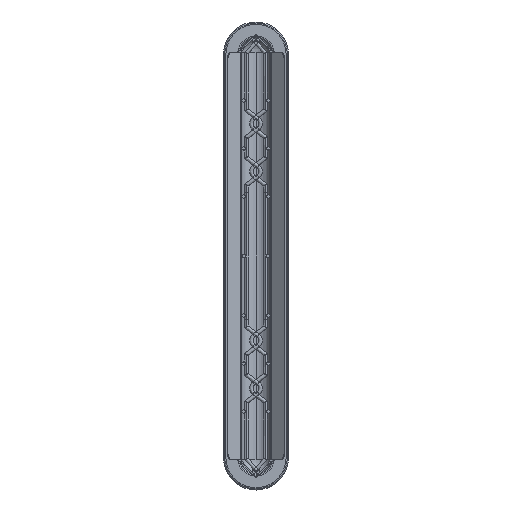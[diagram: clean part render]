
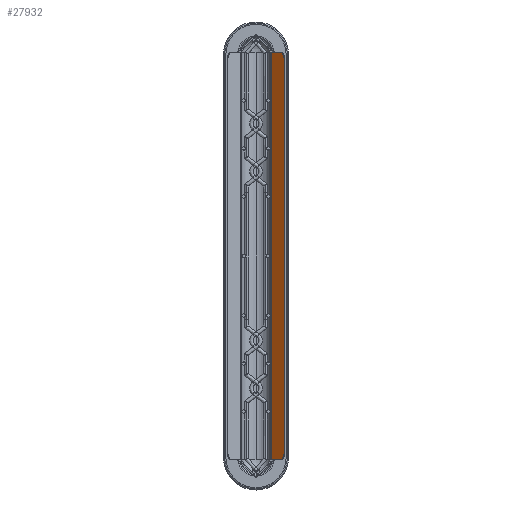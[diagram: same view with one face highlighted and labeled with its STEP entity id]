
A CAD part, left-side view. The second image highlights one B-rep face of the part: STEP entity #27932.
In plain terms, the highlighted planar face has unit normal (-0.766, 0.643, 0).
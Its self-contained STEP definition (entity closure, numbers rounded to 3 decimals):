
#251 = EDGE_CURVE ( 'NONE', #71963, #122053, #58413, .T. ) ;
#5058 = ORIENTED_EDGE ( 'NONE', *, *, #21327, .F. ) ;
#6490 = VERTEX_POINT ( 'NONE', #120583 ) ;
#7048 = EDGE_LOOP ( 'NONE', ( #5058, #88987, #20457, #67476, #51193, #12523 ) ) ;
#9334 = LINE ( 'NONE', #75908, #18186 ) ;
#10255 = CARTESIAN_POINT ( 'NONE',  ( -2019.428, -19.66, 166. ) ) ;
#12513 = LINE ( 'NONE', #70171, #21048 ) ;
#12523 = ORIENTED_EDGE ( 'NONE', *, *, #48822, .T. ) ;
#12668 = CARTESIAN_POINT ( 'NONE',  ( -2013.599, -12.714, -171. ) ) ;
#14285 = EDGE_CURVE ( 'NONE', #21718, #6490, #9334, .T. ) ;
#18186 = VECTOR ( 'NONE', #48033, 1000. ) ;
#18795 = VERTEX_POINT ( 'NONE', #49337 ) ;
#18820 = VERTEX_POINT ( 'NONE', #89298 ) ;
#19975 = PLANE ( 'NONE',  #35656 ) ;
#20410 = CARTESIAN_POINT ( 'NONE',  ( -2019.428, -19.66, 171. ) ) ;
#20457 = ORIENTED_EDGE ( 'NONE', *, *, #20974, .F. ) ;
#20974 = EDGE_CURVE ( 'NONE', #18795, #122053, #12513, .T. ) ;
#21048 = VECTOR ( 'NONE', #32768, 1000. ) ;
#21327 = EDGE_CURVE ( 'NONE', #71963, #18820, #70023, .T. ) ;
#21718 = VERTEX_POINT ( 'NONE', #12668 ) ;
#21865 = DIRECTION ( 'NONE',  ( 0., 0., -1. ) ) ;
#27932 = ADVANCED_FACE ( 'NONE', ( #106283 ), #19975, .F. ) ;
#29278 = DIRECTION ( 'NONE',  ( -0.766, 0.643, 0. ) ) ;
#32768 = DIRECTION ( 'NONE',  ( -0.643, -0.766, 0. ) ) ;
#35656 = AXIS2_PLACEMENT_3D ( 'NONE', #48541, #87250, #97400 ) ;
#35763 = CARTESIAN_POINT ( 'NONE',  ( -2019.428, -19.66, -166. ) ) ;
#38899 = DIRECTION ( 'NONE',  ( 0.643, 0.766, 0. ) ) ;
#41044 = EDGE_CURVE ( 'NONE', #18795, #21718, #47723, .T. ) ;
#47723 = LINE ( 'NONE', #86431, #73683 ) ;
#48033 = DIRECTION ( 'NONE',  ( -0.643, -0.766, 0. ) ) ;
#48541 = CARTESIAN_POINT ( 'NONE',  ( -2022.642, -23.491, 171. ) ) ;
#48822 = EDGE_CURVE ( 'NONE', #6490, #18820, #88943, .T. ) ;
#49337 = CARTESIAN_POINT ( 'NONE',  ( -2013.599, -12.714, 171. ) ) ;
#51193 = ORIENTED_EDGE ( 'NONE', *, *, #14285, .T. ) ;
#58413 = CIRCLE ( 'NONE', #60385, 5. ) ;
#60385 = AXIS2_PLACEMENT_3D ( 'NONE', #10255, #29278, #67305 ) ;
#67305 = DIRECTION ( 'NONE',  ( 0.643, 0.766, 0. ) ) ;
#67476 = ORIENTED_EDGE ( 'NONE', *, *, #41044, .T. ) ;
#69397 = CARTESIAN_POINT ( 'NONE',  ( -2022.642, -23.491, 171. ) ) ;
#70023 = LINE ( 'NONE', #69397, #79813 ) ;
#70171 = CARTESIAN_POINT ( 'NONE',  ( -2022.642, -23.491, 171. ) ) ;
#71162 = CARTESIAN_POINT ( 'NONE',  ( -2022.642, -23.491, 166. ) ) ;
#71963 = VERTEX_POINT ( 'NONE', #71162 ) ;
#73683 = VECTOR ( 'NONE', #125105, 1000. ) ;
#75908 = CARTESIAN_POINT ( 'NONE',  ( -2022.642, -23.491, -171. ) ) ;
#79813 = VECTOR ( 'NONE', #21865, 1000. ) ;
#86431 = CARTESIAN_POINT ( 'NONE',  ( -2013.599, -12.714, 171. ) ) ;
#87250 = DIRECTION ( 'NONE',  ( 0.766, -0.643, 0. ) ) ;
#88943 = CIRCLE ( 'NONE', #117293, 5. ) ;
#88987 = ORIENTED_EDGE ( 'NONE', *, *, #251, .T. ) ;
#89298 = CARTESIAN_POINT ( 'NONE',  ( -2022.642, -23.491, -166. ) ) ;
#97400 = DIRECTION ( 'NONE',  ( 0.643, 0.766, 0. ) ) ;
#106165 = DIRECTION ( 'NONE',  ( -0.766, 0.643, 0. ) ) ;
#106283 = FACE_OUTER_BOUND ( 'NONE', #7048, .T. ) ;
#117293 = AXIS2_PLACEMENT_3D ( 'NONE', #35763, #106165, #38899 ) ;
#120583 = CARTESIAN_POINT ( 'NONE',  ( -2019.428, -19.66, -171. ) ) ;
#122053 = VERTEX_POINT ( 'NONE', #20410 ) ;
#125105 = DIRECTION ( 'NONE',  ( 0., 0., -1. ) ) ;
